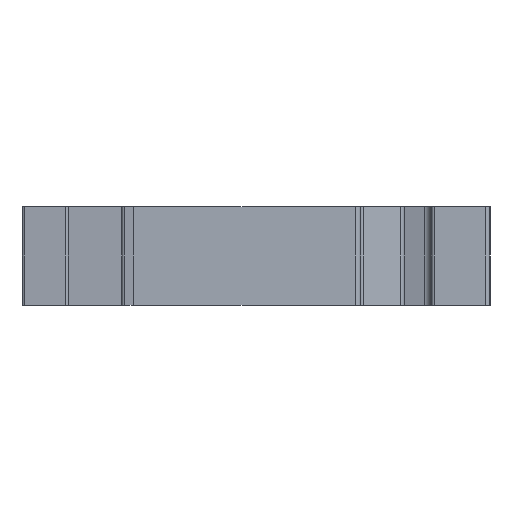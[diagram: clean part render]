
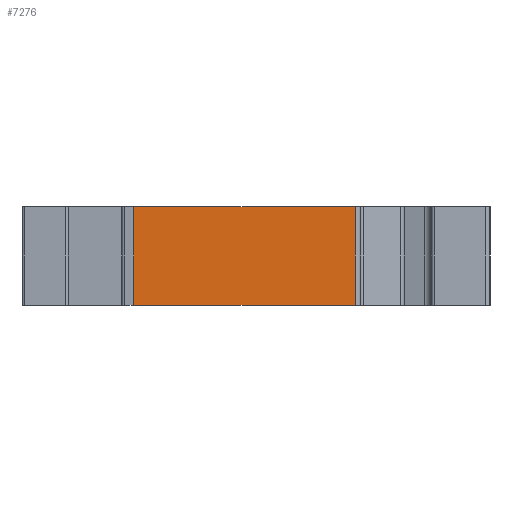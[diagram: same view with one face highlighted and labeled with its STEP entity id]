
A CAD part, left-side view. The second image highlights one B-rep face of the part: STEP entity #7276.
In plain terms, the highlighted planar face has unit normal (-1, 0, 0).
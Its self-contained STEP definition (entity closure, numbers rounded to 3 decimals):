
#668=DIRECTION('',(0.,-1.,0.));
#669=VECTOR('',#668,22.757);
#670=CARTESIAN_POINT('',(-33.9,30.557,-5.25));
#671=LINE('',#670,#669);
#2375=DIRECTION('',(0.,0.,-1.));
#2376=VECTOR('',#2375,10.1);
#2377=CARTESIAN_POINT('',(-33.9,30.557,4.85));
#2378=LINE('',#2377,#2376);
#2379=DIRECTION('',(0.,-1.,0.));
#2380=VECTOR('',#2379,22.757);
#2381=CARTESIAN_POINT('',(-33.9,30.557,4.85));
#2382=LINE('',#2381,#2380);
#2387=DIRECTION('',(0.,0.,1.));
#2388=VECTOR('',#2387,10.1);
#2389=CARTESIAN_POINT('',(-33.9,7.8,-5.25));
#2390=LINE('',#2389,#2388);
#3948=CARTESIAN_POINT('',(-33.9,30.557,-5.25));
#3949=VERTEX_POINT('',#3948);
#3950=CARTESIAN_POINT('',(-33.9,7.8,-5.25));
#3951=VERTEX_POINT('',#3950);
#4136=CARTESIAN_POINT('',(-33.9,7.8,4.85));
#4137=VERTEX_POINT('',#4136);
#4138=CARTESIAN_POINT('',(-33.9,30.557,4.85));
#4139=VERTEX_POINT('',#4138);
#7264=CARTESIAN_POINT('',(-33.9,-6.,-6.26));
#7265=DIRECTION('',(1.,0.,0.));
#7266=DIRECTION('',(0.,1.,0.));
#7267=AXIS2_PLACEMENT_3D('',#7264,#7265,#7266);
#7268=PLANE('',#7267);
#7270=ORIENTED_EDGE('',*,*,#7269,.F.);
#7271=ORIENTED_EDGE('',*,*,#4874,.F.);
#7272=ORIENTED_EDGE('',*,*,#7258,.F.);
#7273=ORIENTED_EDGE('',*,*,#4653,.T.);
#7274=EDGE_LOOP('',(#7270,#7271,#7272,#7273));
#7275=FACE_OUTER_BOUND('',#7274,.F.);
#7276=ADVANCED_FACE('',(#7275),#7268,.F.);
#4653=EDGE_CURVE('',#4139,#4137,#2382,.T.);
#4874=EDGE_CURVE('',#3949,#3951,#671,.T.);
#7258=EDGE_CURVE('',#4139,#3949,#2378,.T.);
#7269=EDGE_CURVE('',#3951,#4137,#2390,.T.);
